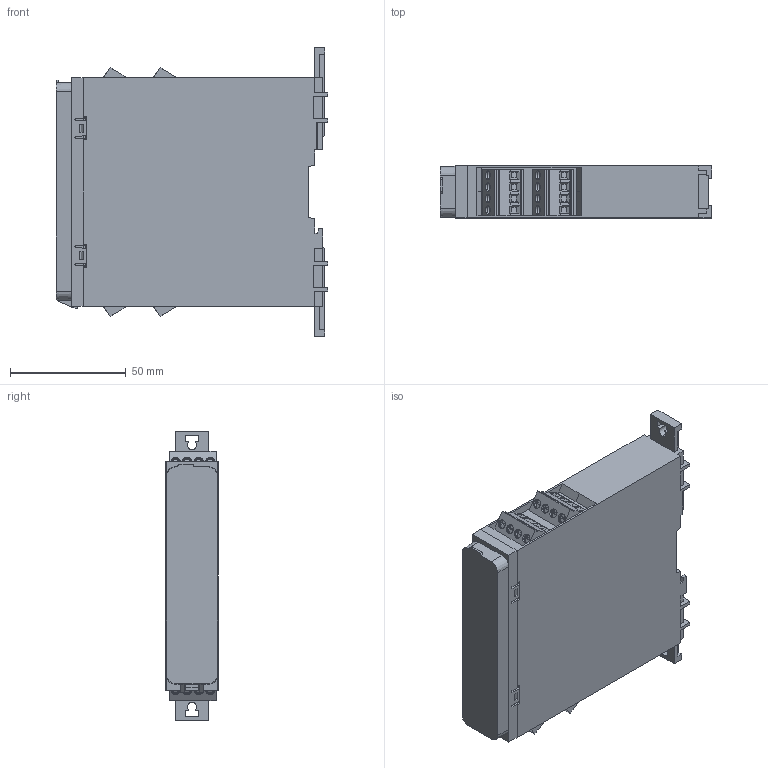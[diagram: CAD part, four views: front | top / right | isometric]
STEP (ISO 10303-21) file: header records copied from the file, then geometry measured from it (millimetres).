
FILE_DESCRIPTION(('STEP AP242'),'1');
FILE_NAME('xpsuab11cp.stp','2021-09-06T13:03:22',('TraceParts'),('TraceParts S.A.'),'Spatial InterOp 3D',' ',' ');
FILE_SCHEMA(('AP242_MANAGED_MODEL_BASED_3D_ENGINEERING_MIM_LF {1 0 10303 442 1 1 4}'));
Length unit declared in the file: millimetre
Products named in the file (1): xpsuab11cp
Bounding box: 117.2 x 22.62 x 125 mm (x, y, z)
Volume: 248512.6 mm3; surface area: 41362.9 mm2
Topology: 1 solids, 9 shells, 859 faces, 2329 edges, 1534 vertices
Faces by surface type: plane 584, cylinder 183, bspline 64, cone 28
Entity records: 28844 total; most frequent: CARTESIAN_POINT 7155, ORIENTED_EDGE 4658, DIRECTION 4357, EDGE_CURVE 2329, LINE 1637, VECTOR 1637, VERTEX_POINT 1534, AXIS2_PLACEMENT_3D 1360
